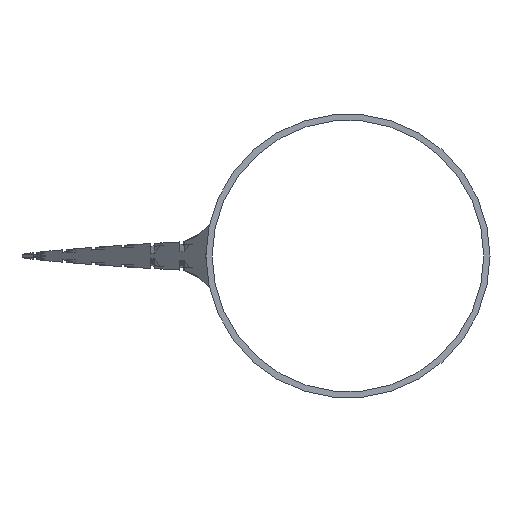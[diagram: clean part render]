
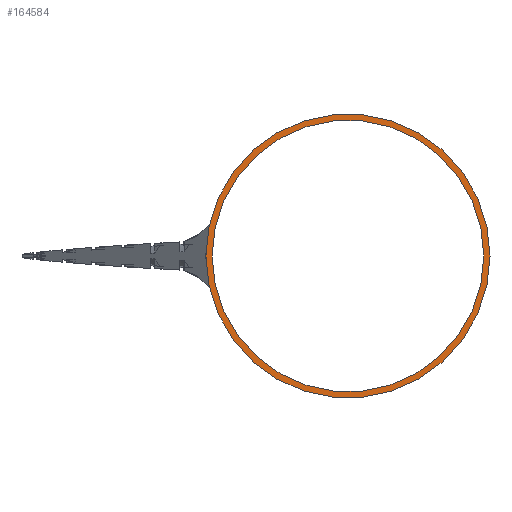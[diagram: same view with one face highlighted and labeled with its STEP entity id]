
A CAD part, left-side view. The second image highlights one B-rep face of the part: STEP entity #164584.
In plain terms, the highlighted planar face has unit normal (-1, 0, 0).
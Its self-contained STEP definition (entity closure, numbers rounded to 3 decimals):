
#164543=CARTESIAN_POINT('Axis2P3D Location',(-1163.994,-36.,0.)) ;
#164548=CARTESIAN_POINT('Axis2P3D Location',(-1163.994,0.,0.)) ;
#164552=CARTESIAN_POINT('Vertex',(-1163.994,37.65,0.)) ;
#164554=CARTESIAN_POINT('Vertex',(-1163.994,-37.65,0.)) ;
#164557=CARTESIAN_POINT('Axis2P3D Location',(-1163.994,0.,0.)) ;
#164566=CARTESIAN_POINT('Axis2P3D Location',(-1163.994,0.,0.)) ;
#164570=CARTESIAN_POINT('Vertex',(-1163.994,-36.,0.)) ;
#164572=CARTESIAN_POINT('Vertex',(-1163.994,36.,0.)) ;
#164575=CARTESIAN_POINT('Axis2P3D Location',(-1163.994,0.,0.)) ;
#164544=DIRECTION('Axis2P3D Direction',(-1.,0.,0.)) ;
#164545=DIRECTION('Axis2P3D XDirection',(0.,0.,1.)) ;
#164549=DIRECTION('Axis2P3D Direction',(-1.,0.,0.)) ;
#164558=DIRECTION('Axis2P3D Direction',(-1.,0.,0.)) ;
#164567=DIRECTION('Axis2P3D Direction',(-1.,0.,0.)) ;
#164576=DIRECTION('Axis2P3D Direction',(-1.,0.,0.)) ;
#164546=AXIS2_PLACEMENT_3D('Plane Axis2P3D',#164543,#164544,#164545) ;
#164550=AXIS2_PLACEMENT_3D('Circle Axis2P3D',#164548,#164549,$) ;
#164559=AXIS2_PLACEMENT_3D('Circle Axis2P3D',#164557,#164558,$) ;
#164568=AXIS2_PLACEMENT_3D('Circle Axis2P3D',#164566,#164567,$) ;
#164577=AXIS2_PLACEMENT_3D('Circle Axis2P3D',#164575,#164576,$) ;
#164563=ORIENTED_EDGE('',*,*,#164556,.T.) ;
#164564=ORIENTED_EDGE('',*,*,#164561,.T.) ;
#164581=ORIENTED_EDGE('',*,*,#164574,.F.) ;
#164582=ORIENTED_EDGE('',*,*,#164579,.F.) ;
#164583=FACE_BOUND('',#164580,.T.) ;
#164584=ADVANCED_FACE('Body_Sleeve',(#164565,#164583),#164547,.T.) ;
#164551=CIRCLE('generated circle',#164550,37.65) ;
#164560=CIRCLE('generated circle',#164559,37.65) ;
#164569=CIRCLE('generated circle',#164568,36.) ;
#164578=CIRCLE('generated circle',#164577,36.) ;
#164556=EDGE_CURVE('',#164553,#164555,#164551,.T.) ;
#164561=EDGE_CURVE('',#164555,#164553,#164560,.T.) ;
#164574=EDGE_CURVE('',#164571,#164573,#164569,.T.) ;
#164579=EDGE_CURVE('',#164573,#164571,#164578,.T.) ;
#164562=EDGE_LOOP('',(#164563,#164564)) ;
#164580=EDGE_LOOP('',(#164581,#164582)) ;
#164565=FACE_OUTER_BOUND('',#164562,.T.) ;
#164547=PLANE('',#164546) ;
#164553=VERTEX_POINT('',#164552) ;
#164555=VERTEX_POINT('',#164554) ;
#164571=VERTEX_POINT('',#164570) ;
#164573=VERTEX_POINT('',#164572) ;
